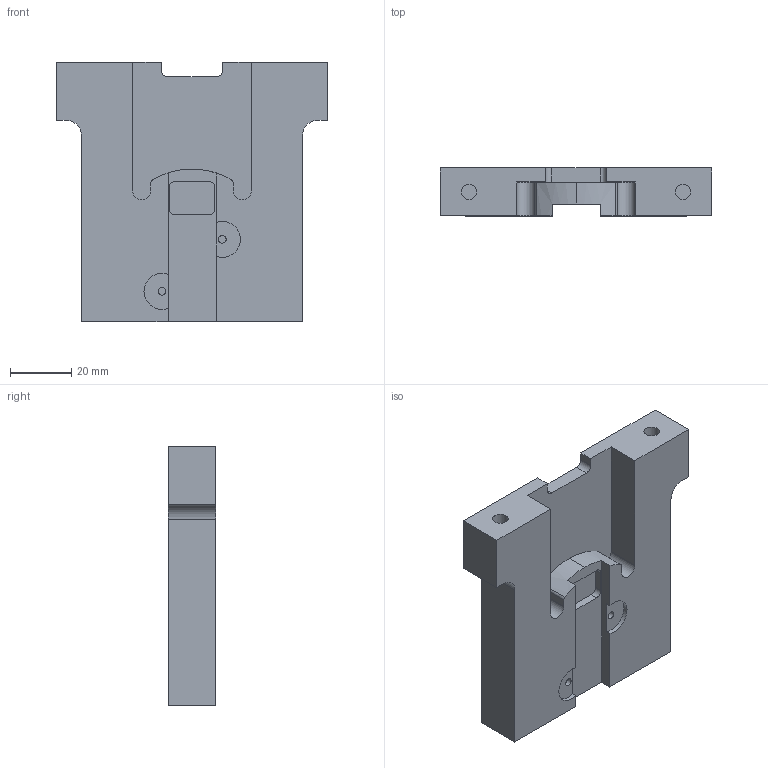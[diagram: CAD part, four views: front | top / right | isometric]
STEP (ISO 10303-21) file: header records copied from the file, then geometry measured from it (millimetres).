
FILE_DESCRIPTION(/* description */ (''),/* implementation_level */ '2;1');
FILE_NAME(/* name */ 'VALVE MEASURE TOOL TO SIZE STEP.step',/* time_stamp */ '2022-05-01T22:18:13+01:00',/* author */ (''),/* organization */ (''),/* preprocessor_version */ 'ST-DEVELOPER v18.1',/* originating_system */ 'Autodesk Translation Framework v10.14.0.1471',/* authorisation */ '');
FILE_SCHEMA (('AUTOMOTIVE_DESIGN { 1 0 10303 214 3 1 1 }'));
Length unit declared in the file: millimetre
Products named in the file (1): VALVE MEASURE TOOL TO SIZE
Bounding box: 88.85 x 15.6 x 85 mm (x, y, z)
Volume: 79706.2 mm3; surface area: 20223.3 mm2
Topology: 1 solids, 1 shells, 54 faces, 141 edges, 94 vertices
Faces by surface type: plane 34, cylinder 20
Full cylindrical faces by diameter (mm): 2.529 x2, 5.035 x2
Entity records: 1700 total; most frequent: DIRECTION 293, CARTESIAN_POINT 290, ORIENTED_EDGE 282, EDGE_CURVE 141, LINE 99, VECTOR 99, AXIS2_PLACEMENT_3D 97, VERTEX_POINT 94
